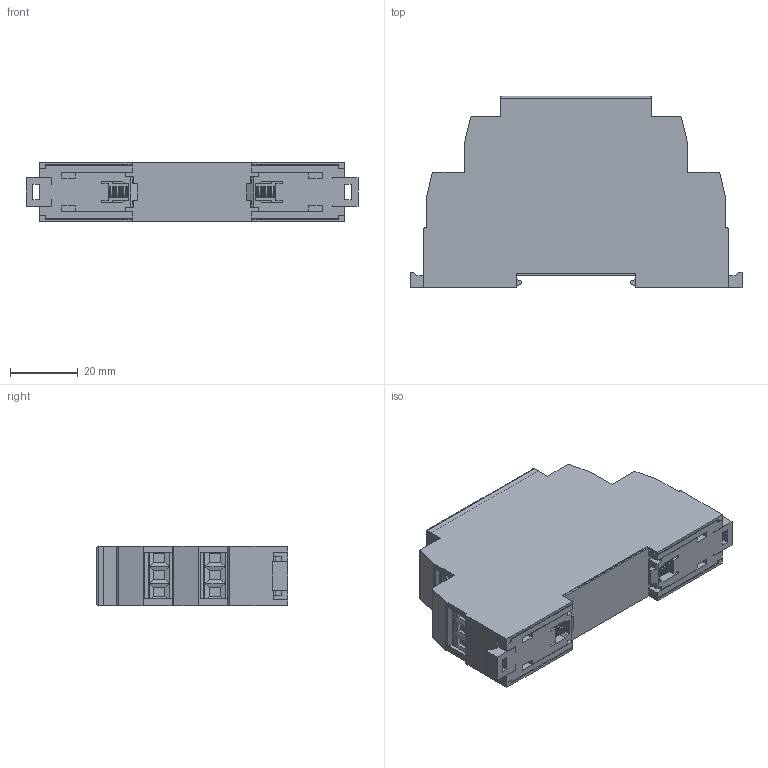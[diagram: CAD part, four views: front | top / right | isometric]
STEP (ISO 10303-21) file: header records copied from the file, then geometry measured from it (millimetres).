
FILE_DESCRIPTION( ( 'STEP AP214' ), '1' );
FILE_NAME( 'CEM17.stp', ' ', ( ' ' ), ( ' ' ), 'PSStep 14.0', 'VISI 19.0', ' ' );
FILE_SCHEMA( ( 'AUTOMOTIVE_DESIGN { 1 0 10303 214 1 1 1 1 }' ) );
Length unit declared in the file: millimetre
Products named in the file (1): 1
Bounding box: 98 x 56.4 x 17.5 mm (x, y, z)
Volume: 70328.4 mm3; surface area: 34075 mm2
Topology: 1 solids, 1 shells, 799 faces, 2172 edges, 1370 vertices
Faces by surface type: plane 631, cylinder 102, torus 66
Full cylindrical faces by diameter (mm): 2 x2, 3.8 x12, 4.2 x12
Entity records: 30459 total; most frequent: CARTESIAN_POINT 4354, ORIENTED_EDGE 4072, DIRECTION 3900, EDGE_CURVE 2036, LINE 1764, VECTOR 1764, VERTEX_POINT 1326, AXIS2_PLACEMENT_3D 1068
